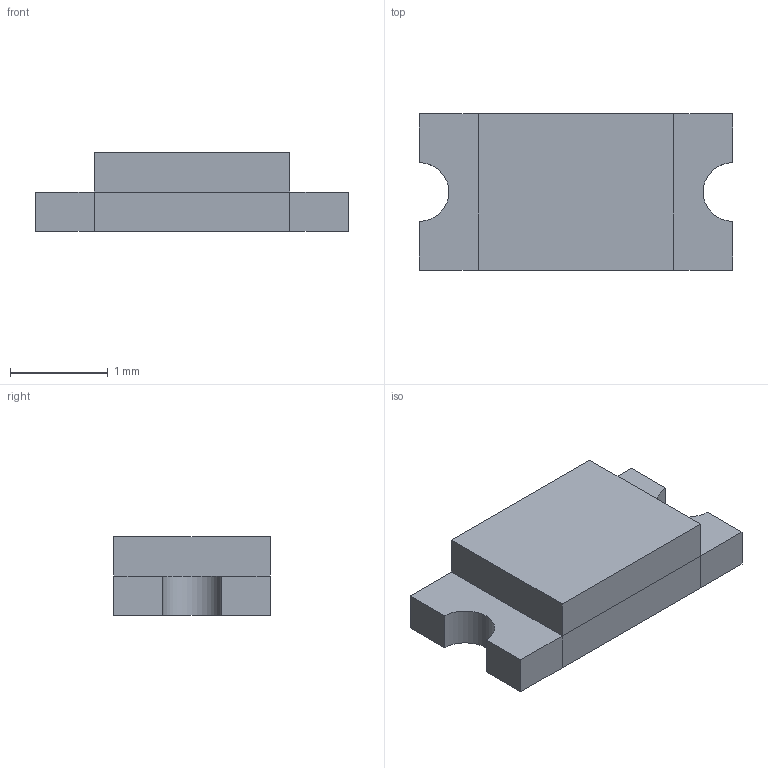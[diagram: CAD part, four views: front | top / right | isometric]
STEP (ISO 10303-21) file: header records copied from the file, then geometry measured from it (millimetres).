
FILE_DESCRIPTION (( 'STEP AP214' ), '1' );
FILE_NAME ( 'D1206.STEP', '2024-12-19T16:39:32', ( '' ), ( '' ), '', '©2017-2022 PCBL', '' );
FILE_SCHEMA (( 'AUTOMOTIVE_DESIGN' ));
Length unit declared in the file: millimetre
Products named in the file (1): D1206
Bounding box: 3.2 x 1.6 x 0.8 mm (x, y, z)
Volume: 3.2 mm3; surface area: 25.6 mm2
Topology: 4 solids, 4 shells, 28 faces, 60 edges, 40 vertices
Faces by surface type: plane 26, cylinder 2
Entity records: 881 total; most frequent: CARTESIAN_POINT 129, DIRECTION 122, ORIENTED_EDGE 120, EDGE_CURVE 60, VECTOR 56, LINE 56, VERTEX_POINT 40, AXIS2_PLACEMENT_3D 33
